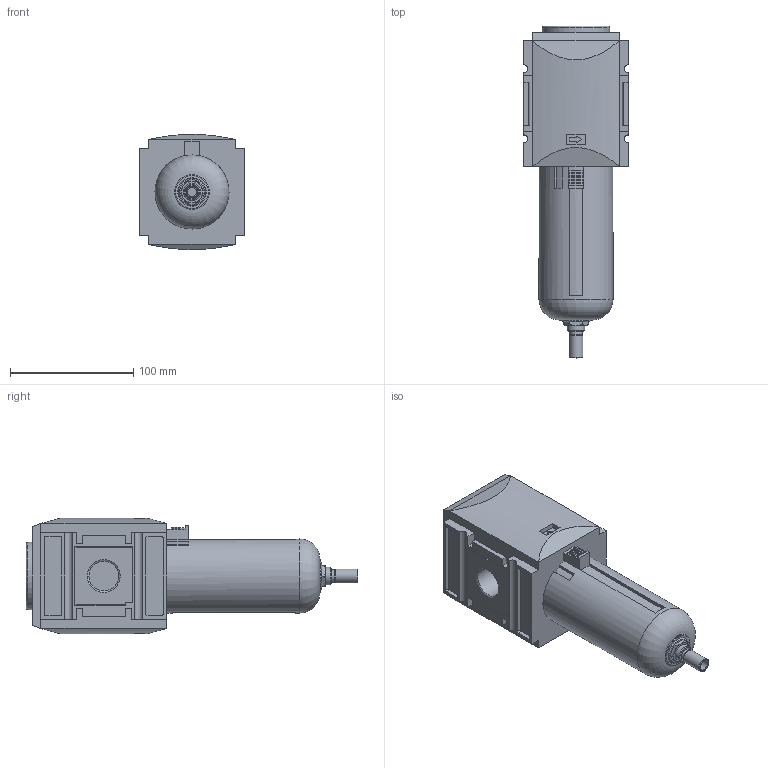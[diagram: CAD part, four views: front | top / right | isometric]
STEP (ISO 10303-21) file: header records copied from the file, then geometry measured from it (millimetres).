
FILE_DESCRIPTION(/* description */ ('STEP AP214'),/* implementation_level */ '2;1');
FILE_NAME(/* name */ '034776',/* time_stamp */ '2026-03-18T11:56:56+01:00',/* author */ ('License CC BY-ND 4.0'),/* organization */ ('CADENAS'),/* preprocessor_version */ 'ST-DEVELOPER v20',/* originating_system */ 'PARTsolutions',/* authorisation */ ' ');
FILE_SCHEMA (('AUTOMOTIVE_DESIGN {1 0 10303 214 3 1 1}'));
Length unit declared in the file: millimetre
Products named in the file (3): 034776; FU 6180G 3/4000-1; FU 6180_0
Assembly tree (2 placements, depth 2):
  034776
    FU 6180G 3/4000-1
    FU 6180_0
Bounding box: 85 x 269 x 93.27 mm (x, y, z)
Volume: 1098688.4 mm3; surface area: 95107.2 mm2
Topology: 2 solids, 2 shells, 304 faces, 784 edges, 513 vertices
Faces by surface type: plane 217, cylinder 62, cone 18, torus 7
Full cylindrical faces by diameter (mm): 7.5 x1, 8.566 x1, 8.917 x1, 9.3 x2, 9.728 x1, 11.3 x1, 14 x1, 22 x1, 23 x1, 24.117 x2, 27 x1, 55 x1, 60 x1
Entity records: 11177 total; most frequent: CARTESIAN_POINT 1619, DIRECTION 1506, ORIENTED_EDGE 1492, EDGE_CURVE 746, LINE 560, VECTOR 560, VERTEX_POINT 506, AXIS2_PLACEMENT_3D 473
